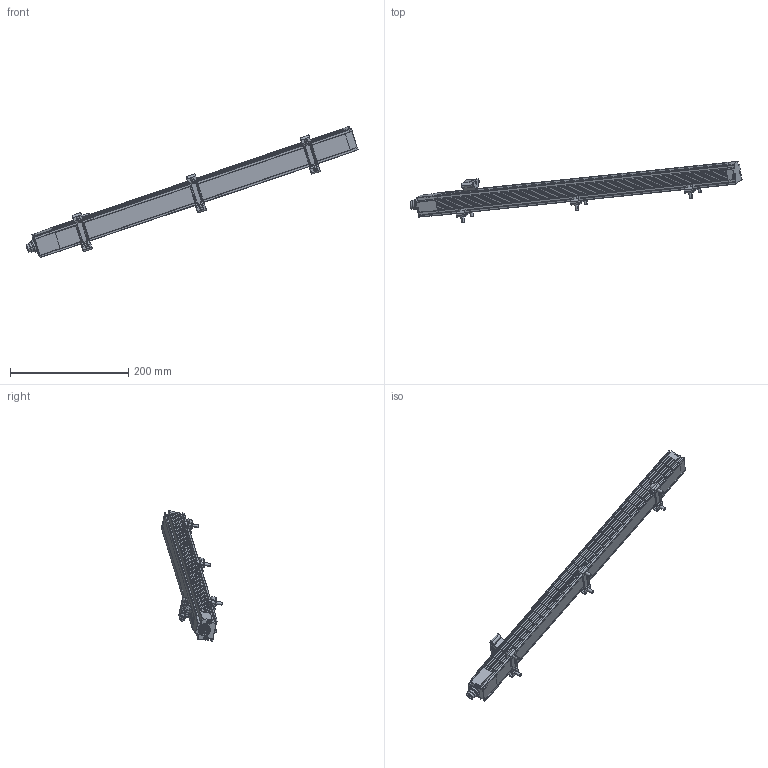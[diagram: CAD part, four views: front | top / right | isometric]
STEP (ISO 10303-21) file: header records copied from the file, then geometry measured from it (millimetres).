
FILE_DESCRIPTION (( 'STEP AP214' ), '1' );
FILE_NAME ('Z-TLM-P01_Standart_0-4mm~00ID.STEP', '2005-12-12T07:31:05', ( 'novotechnik' ), ( 'novotechnik' ), 'SwSTEP 2.0', 'SolidWorks 2005235', '' );
FILE_SCHEMA (( 'AUTOMOTIVE_DESIGN' ));
Length unit declared in the file: millimetre
Products named in the file (18): Mutter~00ID_Standard; Stift_1,9x19~00ID_Standard; Z-TLM-P01_Standart_0-4mm~00ID; Zyliderschraube_M3x16~00ID_Standard; Torxschraube_M3x40~00ID_Standard; Endflansch~02ID_Standard; TLM_Z001_Gehäuse~00ID_Standard; Bündelungsblech_TLM~00ID_Standard; Magnetträger,_ungeführt_TLM~03ID_Standard; Positionsgeber,_ungeführt_TLM~00ID_Standard; Typenschild~00ID_Standard; Vergussmasse_2~00ID_Standard; Vergussmasse~00ID_Standard; Magnet~00ID_Standard; Flanschstecker~00ID_Standard; Steckerflansch_TLM~02ID_Standard; Zylinderschraube_M5x20~00ID_Standard; Spannklammer_TL~01ID_Standard
Assembly tree (35 placements, depth 3):
  Z-TLM-P01_Standart_0-4mm~00ID
    Stift_1,9x19~00ID_Standard  x8
    Flanschstecker~00ID_Standard
    Typenschild~00ID_Standard
    TLM_Z001_Gehäuse~00ID_Standard
    Torxschraube_M3x40~00ID_Standard  x2
    Positionsgeber,_ungeführt_TLM~00ID_Standard
      Magnet~00ID_Standard  x2
      Bündelungsblech_TLM~00ID_Standard  x2
      Magnetträger,_ungeführt_TLM~03ID_Standard
      Vergussmasse~00ID_Standard
      Vergussmasse_2~00ID_Standard
    Zylinderschraube_M5x20~00ID_Standard  x6
    Spannklammer_TL~01ID_Standard  x3
    Zyliderschraube_M3x16~00ID_Standard  x2
    Endflansch~02ID_Standard
    Mutter~00ID_Standard
    Steckerflansch_TLM~02ID_Standard
Bounding box: 560.41 x 102.97 x 220.69 mm (x, y, z)
Volume: 642087.2 mm3; surface area: 142691.1 mm2
Topology: 34 solids, 34 shells, 2156 faces, 5551 edges, 3496 vertices
Faces by surface type: plane 924, cylinder 577, bspline 347, torus 128, sphere 92, cone 88
Entity records: 76784 total; most frequent: CARTESIAN_POINT 33835, ORIENTED_EDGE 8126, DIRECTION 6547, EDGE_CURVE 4063, VERTEX_POINT 2611, VECTOR 2473, LINE 2473, AXIS2_PLACEMENT_3D 2037
